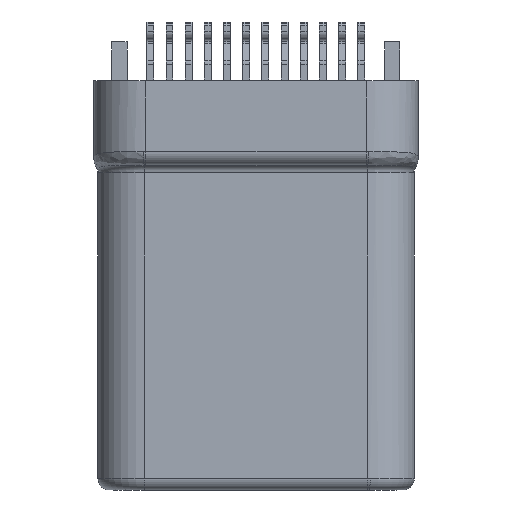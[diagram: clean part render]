
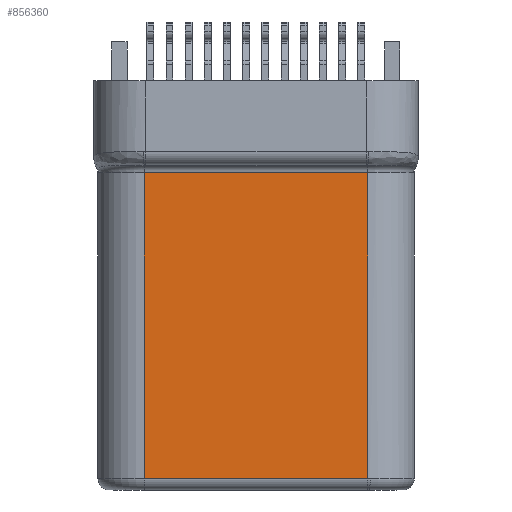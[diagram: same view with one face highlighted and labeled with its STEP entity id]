
A CAD part, front view. The second image highlights one B-rep face of the part: STEP entity #856360.
In plain terms, the highlighted planar face has unit normal (0, -1, 0).
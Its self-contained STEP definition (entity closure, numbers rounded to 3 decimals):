
#846780=CARTESIAN_POINT('',(77.925,-1.21,
-52.21));
#846790=VERTEX_POINT('',#846780);
#846820=CARTESIAN_POINT('',(78.042,-1.21,
-52.21));
#846830=DIRECTION('',(-1.,0.,0.));
#846840=VECTOR('',#846830,1.);
#846850=LINE('',#846820,#846840);
#846860=CARTESIAN_POINT('',(72.095,-1.21,-52.21));
#846870=VERTEX_POINT('',#846860);
#846880=EDGE_CURVE('',#846790,#846870,#846850,.T.);
#855830=CARTESIAN_POINT('',(72.095,-1.21,
-60.18));
#855840=DIRECTION('',(0.,0.,1.));
#855850=VECTOR('',#855840,1.);
#855860=LINE('',#855830,#855850);
#855870=CARTESIAN_POINT('',(72.095,-1.21,-60.18));
#855880=VERTEX_POINT('',#855870);
#855890=EDGE_CURVE('',#855880,#846870,#855860,.T.);
#856130=CARTESIAN_POINT('',(78.042,-1.21,
-60.339));
#856140=DIRECTION('',(0.,1.,0.));
#856150=DIRECTION('',(1.,-0.,0.));
#856160=AXIS2_PLACEMENT_3D('',#856130,#856140,#856150);
#856170=PLANE('',#856160);
#856180=ORIENTED_EDGE('',*,*,#846880,.T.);
#856190=CARTESIAN_POINT('',(77.925,-1.21,
-60.18));
#856200=DIRECTION('',(0.,0.,1.));
#856210=VECTOR('',#856200,1.);
#856220=LINE('',#856190,#856210);
#856230=CARTESIAN_POINT('',(77.925,-1.21,-60.18));
#856240=VERTEX_POINT('',#856230);
#856250=EDGE_CURVE('',#856240,#846790,#856220,.T.);
#856260=ORIENTED_EDGE('',*,*,#856250,.T.);
#856270=CARTESIAN_POINT('',(78.042,-1.21,-60.18));
#856280=DIRECTION('',(-1.,0.,0.));
#856290=VECTOR('',#856280,1.);
#856300=LINE('',#856270,#856290);
#856310=EDGE_CURVE('',#856240,#855880,#856300,.T.);
#856320=ORIENTED_EDGE('',*,*,#856310,.F.);
#856330=ORIENTED_EDGE('',*,*,#855890,.F.);
#856340=EDGE_LOOP('',(#856330,#856320,#856260,#856180));
#856350=FACE_OUTER_BOUND('',#856340,.T.);
#856360=ADVANCED_FACE('',(#856350),#856170,.F.);
